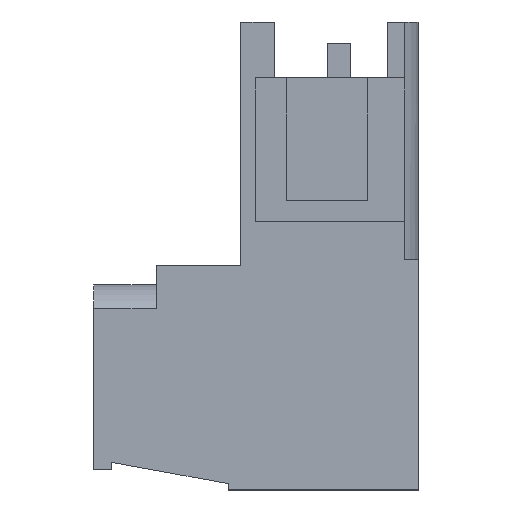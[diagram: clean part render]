
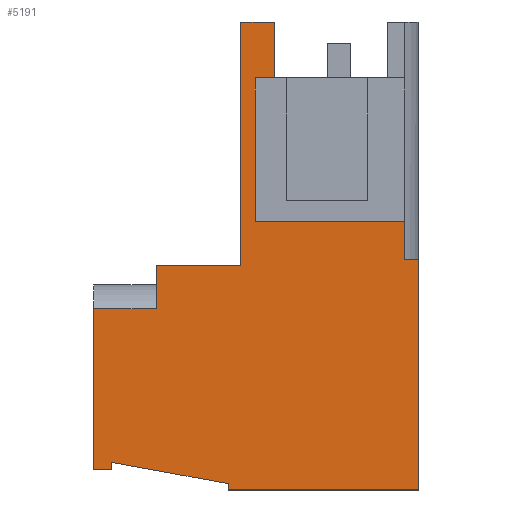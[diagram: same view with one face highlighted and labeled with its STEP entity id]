
A CAD part, left-side view. The second image highlights one B-rep face of the part: STEP entity #5191.
In plain terms, the highlighted planar face has unit normal (-1, 0, 0).
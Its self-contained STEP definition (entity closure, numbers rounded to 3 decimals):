
#2549=AXIS2_PLACEMENT_3D('Plane Axis2P3D',#2546,#2547,#2548) ;
#2531=CARTESIAN_POINT('Vertex',(0.98,6.785,19.415)) ;
#2546=CARTESIAN_POINT('Axis2P3D Location',(0.98,3.66,22.05)) ;
#2651=CARTESIAN_POINT('Vertex',(0.98,0.65,12.635)) ;
#2654=CARTESIAN_POINT('Line Origine',(0.98,0.65,11.743)) ;
#2658=CARTESIAN_POINT('Vertex',(0.98,0.65,10.85)) ;
#2716=CARTESIAN_POINT('Vertex',(0.98,6.785,22.05)) ;
#2719=CARTESIAN_POINT('Line Origine',(0.98,6.785,20.732)) ;
#3534=CARTESIAN_POINT('Line Origine',(0.98,7.23,19.415)) ;
#3538=CARTESIAN_POINT('Vertex',(0.98,7.675,19.415)) ;
#4970=CARTESIAN_POINT('Line Origine',(0.98,0.325,10.85)) ;
#4974=CARTESIAN_POINT('Vertex',(0.98,0.,10.85)) ;
#5069=CARTESIAN_POINT('Vertex',(0.98,7.675,12.635)) ;
#5072=CARTESIAN_POINT('Line Origine',(0.98,4.163,12.635)) ;
#5084=CARTESIAN_POINT('Line Origine',(0.98,7.675,16.025)) ;
#5089=CARTESIAN_POINT('Line Origine',(0.98,7.575,22.05)) ;
#5093=CARTESIAN_POINT('Vertex',(0.98,8.365,22.05)) ;
#5096=CARTESIAN_POINT('Line Origine',(0.98,8.365,16.318)) ;
#5100=CARTESIAN_POINT('Vertex',(0.98,8.365,10.586)) ;
#5103=CARTESIAN_POINT('Line Origine',(0.98,10.358,10.586)) ;
#5107=CARTESIAN_POINT('Vertex',(0.98,12.35,10.586)) ;
#5110=CARTESIAN_POINT('Line Origine',(0.98,12.35,9.568)) ;
#5114=CARTESIAN_POINT('Vertex',(0.98,12.35,8.55)) ;
#5117=CARTESIAN_POINT('Line Origine',(0.98,13.825,8.55)) ;
#5121=CARTESIAN_POINT('Vertex',(0.98,15.3,8.55)) ;
#5124=CARTESIAN_POINT('Line Origine',(0.98,15.3,4.75)) ;
#5128=CARTESIAN_POINT('Vertex',(0.98,15.3,0.95)) ;
#5131=CARTESIAN_POINT('Line Origine',(0.98,14.875,0.95)) ;
#5135=CARTESIAN_POINT('Vertex',(0.98,14.45,0.95)) ;
#5138=CARTESIAN_POINT('Line Origine',(0.98,14.45,1.127)) ;
#5142=CARTESIAN_POINT('Vertex',(0.98,14.45,1.303)) ;
#5145=CARTESIAN_POINT('Line Origine',(0.98,11.705,0.801)) ;
#5149=CARTESIAN_POINT('Vertex',(0.98,8.961,0.299)) ;
#5152=CARTESIAN_POINT('Line Origine',(0.98,8.961,0.149)) ;
#5156=CARTESIAN_POINT('Vertex',(0.98,8.961,0.)) ;
#5159=CARTESIAN_POINT('Line Origine',(0.98,4.48,0.)) ;
#5163=CARTESIAN_POINT('Vertex',(0.98,0.,0.)) ;
#5166=CARTESIAN_POINT('Line Origine',(0.98,0.,5.425)) ;
#2547=DIRECTION('Axis2P3D Direction',(1.,0.,0.)) ;
#2548=DIRECTION('Axis2P3D XDirection',(0.,1.,0.)) ;
#2655=DIRECTION('Vector Direction',(0.,0.,-1.)) ;
#2720=DIRECTION('Vector Direction',(0.,0.,1.)) ;
#3535=DIRECTION('Vector Direction',(0.,-1.,0.)) ;
#4971=DIRECTION('Vector Direction',(0.,-1.,0.)) ;
#5073=DIRECTION('Vector Direction',(0.,-1.,0.)) ;
#5085=DIRECTION('Vector Direction',(0.,0.,-1.)) ;
#5090=DIRECTION('Vector Direction',(0.,-1.,0.)) ;
#5097=DIRECTION('Vector Direction',(0.,0.,-1.)) ;
#5104=DIRECTION('Vector Direction',(0.,-1.,0.)) ;
#5111=DIRECTION('Vector Direction',(0.,0.,1.)) ;
#5118=DIRECTION('Vector Direction',(0.,-1.,0.)) ;
#5125=DIRECTION('Vector Direction',(0.,0.,1.)) ;
#5132=DIRECTION('Vector Direction',(0.,1.,0.)) ;
#5139=DIRECTION('Vector Direction',(0.,0.,-1.)) ;
#5146=DIRECTION('Vector Direction',(0.,-0.984,-0.18)) ;
#5153=DIRECTION('Vector Direction',(0.,0.,-1.)) ;
#5160=DIRECTION('Vector Direction',(0.,-1.,0.)) ;
#5167=DIRECTION('Vector Direction',(0.,0.,-1.)) ;
#2656=VECTOR('Line Direction',#2655,1.) ;
#2721=VECTOR('Line Direction',#2720,1.) ;
#3536=VECTOR('Line Direction',#3535,1.) ;
#4972=VECTOR('Line Direction',#4971,1.) ;
#5074=VECTOR('Line Direction',#5073,1.) ;
#5086=VECTOR('Line Direction',#5085,1.) ;
#5091=VECTOR('Line Direction',#5090,1.) ;
#5098=VECTOR('Line Direction',#5097,1.) ;
#5105=VECTOR('Line Direction',#5104,1.) ;
#5112=VECTOR('Line Direction',#5111,1.) ;
#5119=VECTOR('Line Direction',#5118,1.) ;
#5126=VECTOR('Line Direction',#5125,1.) ;
#5133=VECTOR('Line Direction',#5132,1.) ;
#5140=VECTOR('Line Direction',#5139,1.) ;
#5147=VECTOR('Line Direction',#5146,1.) ;
#5154=VECTOR('Line Direction',#5153,1.) ;
#5161=VECTOR('Line Direction',#5160,1.) ;
#5168=VECTOR('Line Direction',#5167,1.) ;
#5172=ORIENTED_EDGE('',*,*,#5076,.F.) ;
#5173=ORIENTED_EDGE('',*,*,#5088,.T.) ;
#5174=ORIENTED_EDGE('',*,*,#3540,.T.) ;
#5175=ORIENTED_EDGE('',*,*,#2723,.T.) ;
#5176=ORIENTED_EDGE('',*,*,#5095,.F.) ;
#5177=ORIENTED_EDGE('',*,*,#5102,.T.) ;
#5178=ORIENTED_EDGE('',*,*,#5109,.F.) ;
#5179=ORIENTED_EDGE('',*,*,#5116,.F.) ;
#5180=ORIENTED_EDGE('',*,*,#5123,.F.) ;
#5181=ORIENTED_EDGE('',*,*,#5130,.F.) ;
#5182=ORIENTED_EDGE('',*,*,#5137,.F.) ;
#5183=ORIENTED_EDGE('',*,*,#5144,.F.) ;
#5184=ORIENTED_EDGE('',*,*,#5151,.T.) ;
#5185=ORIENTED_EDGE('',*,*,#5158,.T.) ;
#5186=ORIENTED_EDGE('',*,*,#5165,.T.) ;
#5187=ORIENTED_EDGE('',*,*,#5170,.F.) ;
#5188=ORIENTED_EDGE('',*,*,#4976,.F.) ;
#5189=ORIENTED_EDGE('',*,*,#2660,.F.) ;
#5191=ADVANCED_FACE('HOUSING',(#5190),#2550,.F.) ;
#2660=EDGE_CURVE('',#2652,#2659,#2657,.T.) ;
#2723=EDGE_CURVE('',#2532,#2717,#2722,.T.) ;
#3540=EDGE_CURVE('',#3539,#2532,#3537,.T.) ;
#4976=EDGE_CURVE('',#2659,#4975,#4973,.T.) ;
#5076=EDGE_CURVE('',#5070,#2652,#5075,.T.) ;
#5088=EDGE_CURVE('',#5070,#3539,#5087,.F.) ;
#5095=EDGE_CURVE('',#5094,#2717,#5092,.T.) ;
#5102=EDGE_CURVE('',#5094,#5101,#5099,.T.) ;
#5109=EDGE_CURVE('',#5108,#5101,#5106,.T.) ;
#5116=EDGE_CURVE('',#5115,#5108,#5113,.T.) ;
#5123=EDGE_CURVE('',#5122,#5115,#5120,.T.) ;
#5130=EDGE_CURVE('',#5129,#5122,#5127,.T.) ;
#5137=EDGE_CURVE('',#5136,#5129,#5134,.T.) ;
#5144=EDGE_CURVE('',#5143,#5136,#5141,.T.) ;
#5151=EDGE_CURVE('',#5143,#5150,#5148,.T.) ;
#5158=EDGE_CURVE('',#5150,#5157,#5155,.T.) ;
#5165=EDGE_CURVE('',#5157,#5164,#5162,.T.) ;
#5170=EDGE_CURVE('',#4975,#5164,#5169,.T.) ;
#5171=EDGE_LOOP('',(#5172,#5173,#5174,#5175,#5176,#5177,#5178,#5179,#5180,#5181,#5182,#5183,#5184,#5185,#5186,#5187,#5188,#5189)) ;
#5190=FACE_OUTER_BOUND('',#5171,.T.) ;
#2657=LINE('Line',#2654,#2656) ;
#2722=LINE('Line',#2719,#2721) ;
#3537=LINE('Line',#3534,#3536) ;
#4973=LINE('Line',#4970,#4972) ;
#5075=LINE('Line',#5072,#5074) ;
#5087=LINE('Line',#5084,#5086) ;
#5092=LINE('Line',#5089,#5091) ;
#5099=LINE('Line',#5096,#5098) ;
#5106=LINE('Line',#5103,#5105) ;
#5113=LINE('Line',#5110,#5112) ;
#5120=LINE('Line',#5117,#5119) ;
#5127=LINE('Line',#5124,#5126) ;
#5134=LINE('Line',#5131,#5133) ;
#5141=LINE('Line',#5138,#5140) ;
#5148=LINE('Line',#5145,#5147) ;
#5155=LINE('Line',#5152,#5154) ;
#5162=LINE('Line',#5159,#5161) ;
#5169=LINE('Line',#5166,#5168) ;
#2550=PLANE('',#2549) ;
#2532=VERTEX_POINT('',#2531) ;
#2652=VERTEX_POINT('',#2651) ;
#2659=VERTEX_POINT('',#2658) ;
#2717=VERTEX_POINT('',#2716) ;
#3539=VERTEX_POINT('',#3538) ;
#4975=VERTEX_POINT('',#4974) ;
#5070=VERTEX_POINT('',#5069) ;
#5094=VERTEX_POINT('',#5093) ;
#5101=VERTEX_POINT('',#5100) ;
#5108=VERTEX_POINT('',#5107) ;
#5115=VERTEX_POINT('',#5114) ;
#5122=VERTEX_POINT('',#5121) ;
#5129=VERTEX_POINT('',#5128) ;
#5136=VERTEX_POINT('',#5135) ;
#5143=VERTEX_POINT('',#5142) ;
#5150=VERTEX_POINT('',#5149) ;
#5157=VERTEX_POINT('',#5156) ;
#5164=VERTEX_POINT('',#5163) ;
